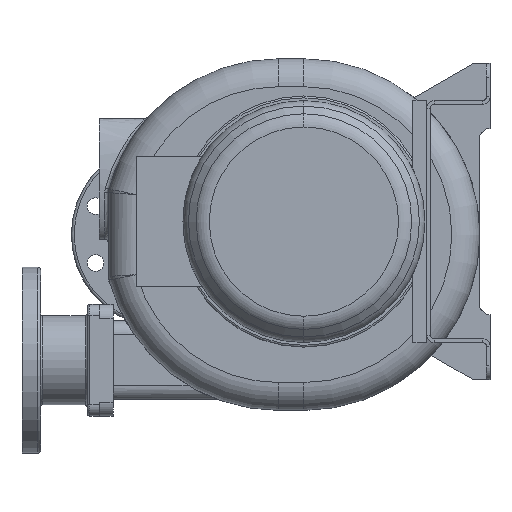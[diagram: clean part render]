
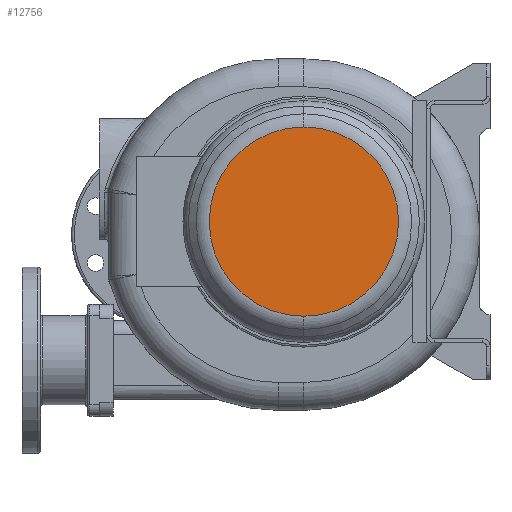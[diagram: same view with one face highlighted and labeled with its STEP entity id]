
A CAD part, left-side view. The second image highlights one B-rep face of the part: STEP entity #12756.
In plain terms, the highlighted planar face has unit normal (-1, 0, 0).
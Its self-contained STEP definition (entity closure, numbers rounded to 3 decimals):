
#1=CARTESIAN_POINT('',(0.,0.,0.));
#2=DIRECTION('',(-1.,0.,0.));
#3=DIRECTION('',(0.,0.,-1.));
#4=AXIS2_PLACEMENT_3D('',#1,#2,#3);
#6=CARTESIAN_POINT('',(0.,0.,0.));
#7=DIRECTION('',(-1.,0.,0.));
#8=DIRECTION('',(0.,0.,1.));
#9=AXIS2_PLACEMENT_3D('',#6,#7,#8);
#11260=CARTESIAN_POINT('',(0.,0.,-101.716));
#11261=CARTESIAN_POINT('',(0.,0.,101.716));
#11262=VERTEX_POINT('',#11260);
#11263=VERTEX_POINT('',#11261);
#12745=CARTESIAN_POINT('',(0.,0.,0.));
#12746=DIRECTION('',(1.,0.,0.));
#12747=DIRECTION('',(0.,0.,-1.));
#12748=AXIS2_PLACEMENT_3D('',#12745,#12746,#12747);
#12749=PLANE('',#12748);
#12751=ORIENTED_EDGE('',*,*,#12750,.F.);
#12753=ORIENTED_EDGE('',*,*,#12752,.F.);
#12754=EDGE_LOOP('',(#12751,#12753));
#12755=FACE_OUTER_BOUND('',#12754,.F.);
#12756=ADVANCED_FACE('',(#12755),#12749,.F.);
#5=CIRCLE('',#4,101.716);
#10=CIRCLE('',#9,101.716);
#12750=EDGE_CURVE('',#11262,#11263,#5,.T.);
#12752=EDGE_CURVE('',#11263,#11262,#10,.T.);
